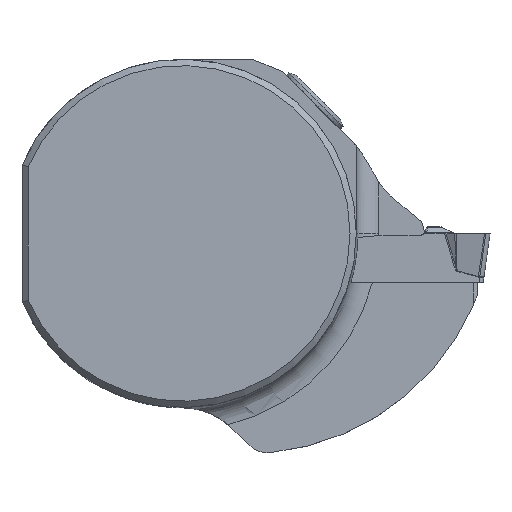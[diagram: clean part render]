
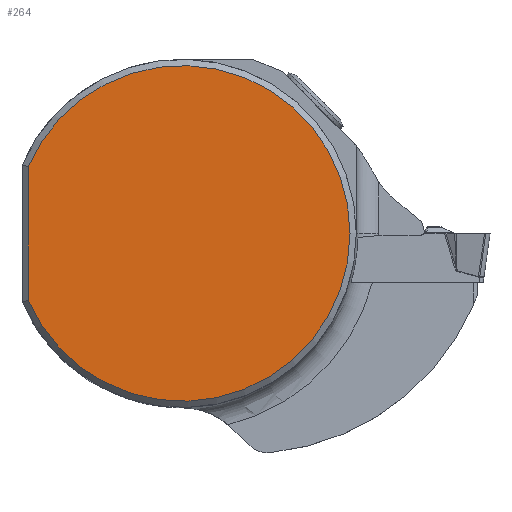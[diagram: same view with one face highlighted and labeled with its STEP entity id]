
A CAD part, top view. The second image highlights one B-rep face of the part: STEP entity #264.
In plain terms, the highlighted planar face has unit normal (0, 0, 1).
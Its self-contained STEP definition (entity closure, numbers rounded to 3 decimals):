
#264=ADVANCED_FACE('',(#420),#334,.F.);
#334=PLANE('',#2234);
#420=FACE_OUTER_BOUND('',#531,.T.);
#531=EDGE_LOOP('',(#1048,#1049));
#607=CIRCLE('',#2232,12.049);
#1048=ORIENTED_EDGE('',*,*,#1602,.F.);
#1049=ORIENTED_EDGE('',*,*,#1617,.F.);
#1350=VERTEX_POINT('',#4449);
#1351=VERTEX_POINT('',#4454);
#1602=EDGE_CURVE('',#1351,#1350,#1795,.T.);
#1617=EDGE_CURVE('',#1350,#1351,#607,.T.);
#1795=LINE('',#4455,#1947);
#1947=VECTOR('',#2595,1.);
#2232=AXIS2_PLACEMENT_3D('',#4502,#2635,#2636);
#2234=AXIS2_PLACEMENT_3D('',#4504,#2639,#2640);
#2595=DIRECTION('',(0.,1.,0.));
#2635=DIRECTION('',(0.,0.,-1.));
#2636=DIRECTION('',(-1.,0.,0.));
#2639=DIRECTION('',(0.,0.,-1.));
#2640=DIRECTION('',(1.,0.,0.));
#4449=CARTESIAN_POINT('',(-11.049,4.806,0.));
#4454=CARTESIAN_POINT('',(-11.049,-4.806,0.));
#4455=CARTESIAN_POINT('',(-11.049,12.5,0.));
#4502=CARTESIAN_POINT('',(0.,0.,0.));
#4504=CARTESIAN_POINT('',(12.049,0.,0.));
